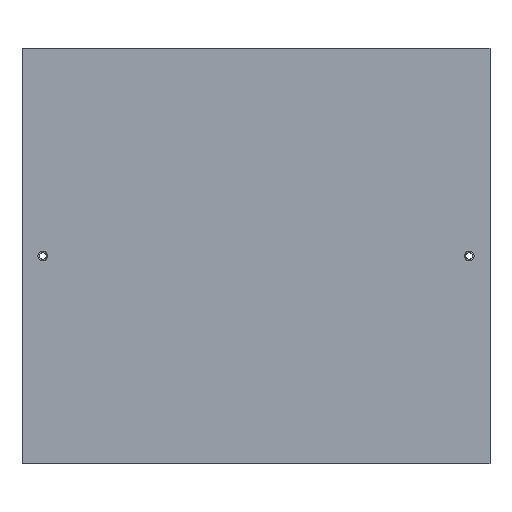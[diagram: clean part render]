
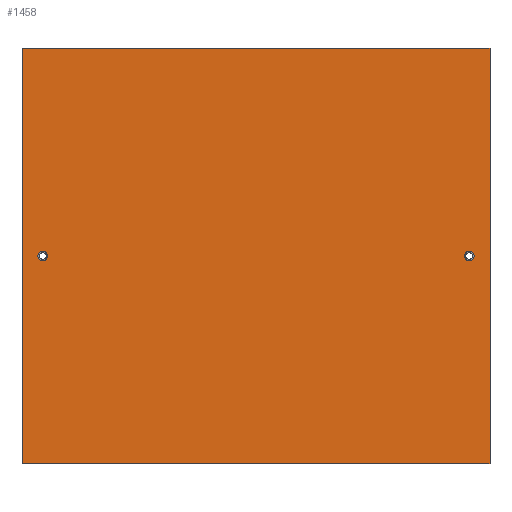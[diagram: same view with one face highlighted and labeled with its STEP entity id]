
A CAD part, front view. The second image highlights one B-rep face of the part: STEP entity #1458.
In plain terms, the highlighted planar face has unit normal (0, -1, 0).
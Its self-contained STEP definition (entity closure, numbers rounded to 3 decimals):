
#192 = CARTESIAN_POINT ( 'NONE',  ( -169., 0., -299. ) ) ;
#235 = FACE_OUTER_BOUND ( 'NONE', #2632, .T. ) ;
#237 = FACE_BOUND ( 'NONE', #2622, .T. ) ;
#240 = FACE_BOUND ( 'NONE', #2630, .T. ) ;
#303 = VECTOR ( 'NONE', #1440, 1000. ) ;
#308 = LINE ( 'NONE', #1448, #311 ) ;
#309 = LINE ( 'NONE', #1439, #316 ) ;
#310 = LINE ( 'NONE', #1445, #314 ) ;
#311 = VECTOR ( 'NONE', #1447, 1000. ) ;
#313 = LINE ( 'NONE', #1442, #303 ) ;
#314 = VECTOR ( 'NONE', #1446, 1000. ) ;
#315 = CIRCLE ( 'NONE', #1288, 3.5 ) ;
#316 = VECTOR ( 'NONE', #1437, 1000. ) ;
#319 = CIRCLE ( 'NONE', #1280, 3.5 ) ;
#451 = VERTEX_POINT ( 'NONE', #192 ) ;
#739 = CARTESIAN_POINT ( 'NONE',  ( -169., 0., 1. ) ) ;
#1034 = VERTEX_POINT ( 'NONE', #1376 ) ;
#1035 = VERTEX_POINT ( 'NONE', #1374 ) ;
#1223 = VERTEX_POINT ( 'NONE', #739 ) ;
#1280 = AXIS2_PLACEMENT_3D ( 'NONE', #1430, #1429, #1428 ) ;
#1288 = AXIS2_PLACEMENT_3D ( 'NONE', #1434, #1433, #1432 ) ;
#1310 = AXIS2_PLACEMENT_3D ( 'NONE', #2152, #2145, #2151 ) ;
#1374 = CARTESIAN_POINT ( 'NONE',  ( 169., 0., -299. ) ) ;
#1376 = CARTESIAN_POINT ( 'NONE',  ( 169., 0., 1. ) ) ;
#1428 = DIRECTION ( 'NONE',  ( 0., 0., -1. ) ) ;
#1429 = DIRECTION ( 'NONE',  ( 0., 1., 0. ) ) ;
#1430 = CARTESIAN_POINT ( 'NONE',  ( -154., 0., -149. ) ) ;
#1432 = DIRECTION ( 'NONE',  ( 0., 0., -1. ) ) ;
#1433 = DIRECTION ( 'NONE',  ( 0., -1., 0. ) ) ;
#1434 = CARTESIAN_POINT ( 'NONE',  ( 154., 0., -149. ) ) ;
#1437 = DIRECTION ( 'NONE',  ( 0., 0., -1. ) ) ;
#1439 = CARTESIAN_POINT ( 'NONE',  ( 169., 0., 1. ) ) ;
#1440 = DIRECTION ( 'NONE',  ( 1., 0., 0. ) ) ;
#1442 = CARTESIAN_POINT ( 'NONE',  ( 0., 0., -299. ) ) ;
#1445 = CARTESIAN_POINT ( 'NONE',  ( -169., 0., 1. ) ) ;
#1446 = DIRECTION ( 'NONE',  ( 0., 0., -1. ) ) ;
#1447 = DIRECTION ( 'NONE',  ( 1., 0., 0. ) ) ;
#1448 = CARTESIAN_POINT ( 'NONE',  ( 0., 0., 1. ) ) ;
#1458 = ADVANCED_FACE ( 'NONE', ( #235, #240, #237 ), #2147, .F. ) ;
#1520 = VERTEX_POINT ( 'NONE', #2409 ) ;
#1521 = VERTEX_POINT ( 'NONE', #2410 ) ;
#1889 = EDGE_CURVE ( 'NONE', #1223, #1034, #308, .T. ) ;
#1890 = EDGE_CURVE ( 'NONE', #1223, #451, #310, .T. ) ;
#1892 = EDGE_CURVE ( 'NONE', #451, #1035, #313, .T. ) ;
#1893 = EDGE_CURVE ( 'NONE', #1034, #1035, #309, .T. ) ;
#1894 = EDGE_CURVE ( 'NONE', #1520, #1520, #315, .T. ) ;
#1895 = EDGE_CURVE ( 'NONE', #1521, #1521, #319, .T. ) ;
#2145 = DIRECTION ( 'NONE',  ( 0., 1., 0. ) ) ;
#2147 = PLANE ( 'NONE',  #1310 ) ;
#2151 = DIRECTION ( 'NONE',  ( -1., 0., 0. ) ) ;
#2152 = CARTESIAN_POINT ( 'NONE',  ( 0., 0., 1. ) ) ;
#2409 = CARTESIAN_POINT ( 'NONE',  ( 154., 0., -152.5 ) ) ;
#2410 = CARTESIAN_POINT ( 'NONE',  ( -154., 0., -152.5 ) ) ;
#2594 = ORIENTED_EDGE ( 'NONE', *, *, #1895, .T. ) ;
#2595 = ORIENTED_EDGE ( 'NONE', *, *, #1894, .F. ) ;
#2596 = ORIENTED_EDGE ( 'NONE', *, *, #1890, .T. ) ;
#2597 = ORIENTED_EDGE ( 'NONE', *, *, #1893, .F. ) ;
#2598 = ORIENTED_EDGE ( 'NONE', *, *, #1889, .F. ) ;
#2599 = ORIENTED_EDGE ( 'NONE', *, *, #1892, .T. ) ;
#2622 = EDGE_LOOP ( 'NONE', ( #2594 ) ) ;
#2630 = EDGE_LOOP ( 'NONE', ( #2595 ) ) ;
#2632 = EDGE_LOOP ( 'NONE', ( #2599, #2597, #2598, #2596 ) ) ;
